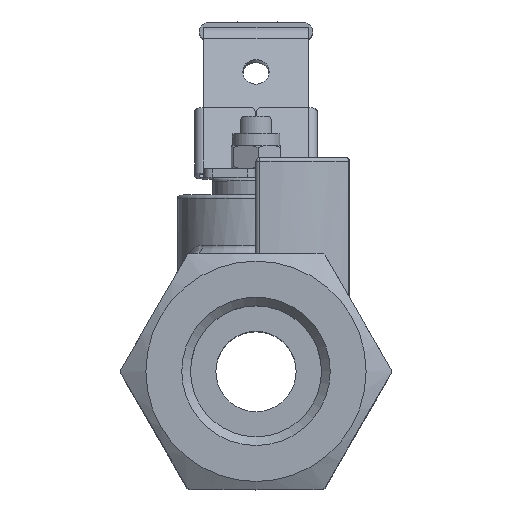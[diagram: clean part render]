
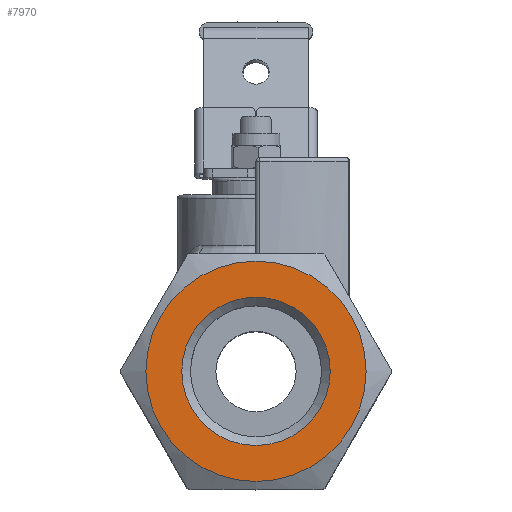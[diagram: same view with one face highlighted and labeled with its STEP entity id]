
A CAD part, top view. The second image highlights one B-rep face of the part: STEP entity #7970.
In plain terms, the highlighted planar face has unit normal (0, 0, 1).
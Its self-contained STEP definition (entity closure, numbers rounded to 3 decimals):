
#201=PLANE('',#8653);
#366=FACE_BOUND('',#1149,.T.);
#697=FACE_OUTER_BOUND('',#1148,.T.);
#1148=EDGE_LOOP('',(#6033));
#1149=EDGE_LOOP('',(#6034));
#1457=CIRCLE('',#8427,12.616);
#1541=CIRCLE('',#8648,8.5);
#3252=VERTEX_POINT('',#11641);
#3451=VERTEX_POINT('',#13843);
#4022=EDGE_CURVE('',#3252,#3252,#1457,.T.);
#4386=EDGE_CURVE('',#3451,#3451,#1541,.T.);
#6033=ORIENTED_EDGE('',*,*,#4022,.T.);
#6034=ORIENTED_EDGE('',*,*,#4386,.F.);
#7970=ADVANCED_FACE('',(#697,#366),#201,.T.);
#8427=AXIS2_PLACEMENT_3D('',#11642,#9149,#9150);
#8648=AXIS2_PLACEMENT_3D('',#13844,#9744,#9745);
#8653=AXIS2_PLACEMENT_3D('',#13854,#9756,#9757);
#9149=DIRECTION('center_axis',(0.,0.,1.));
#9150=DIRECTION('ref_axis',(0.,1.,0.));
#9744=DIRECTION('center_axis',(0.,0.,1.));
#9745=DIRECTION('ref_axis',(-1.,0.,0.));
#9756=DIRECTION('center_axis',(0.,0.,1.));
#9757=DIRECTION('ref_axis',(1.,0.,0.));
#11641=CARTESIAN_POINT('',(0.,-12.616,27.5));
#11642=CARTESIAN_POINT('Origin',(0.,0.,27.5));
#13843=CARTESIAN_POINT('',(8.5,0.,27.5));
#13844=CARTESIAN_POINT('Origin',(0.,0.,27.5));
#13854=CARTESIAN_POINT('Origin',(0.,0.,27.5));
